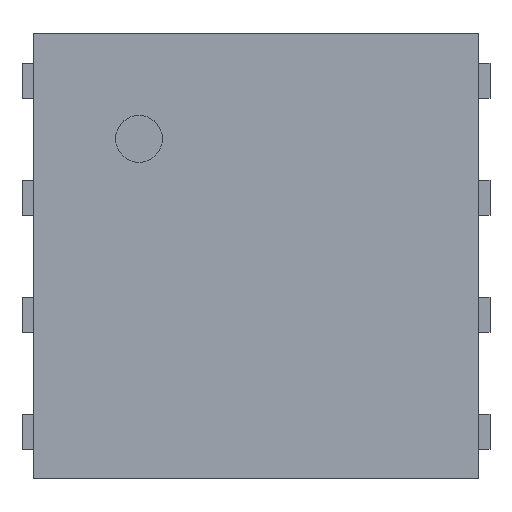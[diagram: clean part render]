
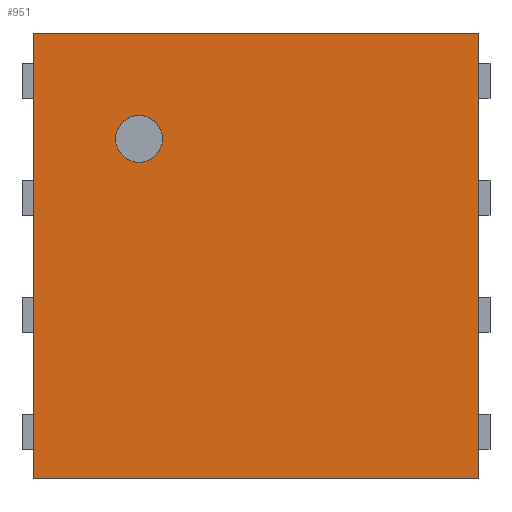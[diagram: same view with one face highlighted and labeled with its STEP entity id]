
A CAD part, top view. The second image highlights one B-rep face of the part: STEP entity #951.
In plain terms, the highlighted planar face has unit normal (0, 0, 1).
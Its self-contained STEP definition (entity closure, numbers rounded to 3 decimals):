
#13=DIRECTION('',(0.,0.,1.));
#149=VECTOR('',#150,1.);
#150=DIRECTION('',(0.,-1.,0.));
#157=VECTOR('',#158,1.);
#158=DIRECTION('',(1.,0.,0.));
#342=VERTEX_POINT('',#343);
#343=CARTESIAN_POINT('',(0.95,0.95,0.6));
#346=EDGE_CURVE('',#342,#347,#349,.T.);
#347=VERTEX_POINT('',#348);
#348=CARTESIAN_POINT('',(0.95,-0.95,0.6));
#349=LINE('',#343,#149);
#420=VERTEX_POINT('',#421);
#421=CARTESIAN_POINT('',(-0.95,0.95,0.6));
#424=ORIENTED_EDGE('',*,*,#425,.F.);
#425=EDGE_CURVE('',#420,#342,#426,.T.);
#426=LINE('',#421,#157);
#434=ORIENTED_EDGE('',*,*,#435,.T.);
#435=EDGE_CURVE('',#420,#436,#438,.T.);
#436=VERTEX_POINT('',#437);
#437=CARTESIAN_POINT('',(-0.95,-0.95,0.6));
#438=LINE('',#421,#149);
#947=EDGE_CURVE('',#436,#347,#948,.T.);
#948=LINE('',#437,#157);
#951=ADVANCED_FACE('',(#952,#956),#966,.T.);
#952=FACE_BOUND('',#953,.T.);
#953=EDGE_LOOP('',(#424,#434,#954,#955));
#954=ORIENTED_EDGE('',*,*,#947,.T.);
#955=ORIENTED_EDGE('',*,*,#346,.F.);
#956=FACE_BOUND('',#957,.T.);
#957=EDGE_LOOP('',(#958));
#958=ORIENTED_EDGE('',*,*,#959,.T.);
#959=EDGE_CURVE('',#960,#960,#962,.T.);
#960=VERTEX_POINT('',#961);
#961=CARTESIAN_POINT('',(-0.5,0.4,0.6));
#962=CIRCLE('',#963,0.1);
#963=AXIS2_PLACEMENT_3D('',#964,#965,#150);
#964=CARTESIAN_POINT('',(-0.5,0.5,0.6));
#965=DIRECTION('',(0.,0.,-1.));
#966=PLANE('',#967);
#967=AXIS2_PLACEMENT_3D('',#421,#13,#150);
